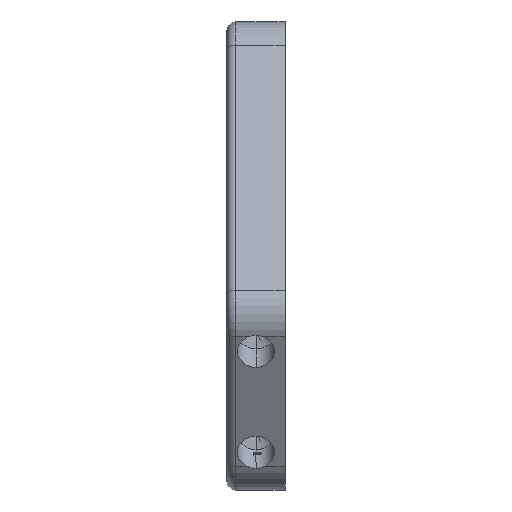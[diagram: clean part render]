
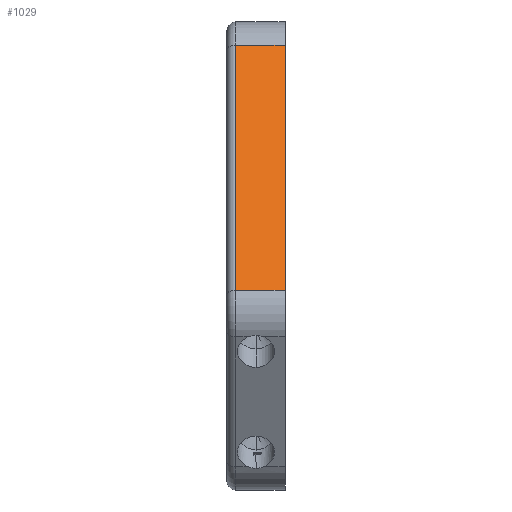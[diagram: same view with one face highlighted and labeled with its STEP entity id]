
A CAD part, left-side view. The second image highlights one B-rep face of the part: STEP entity #1029.
In plain terms, the highlighted planar face has unit normal (-0.866, 0, 0.5).
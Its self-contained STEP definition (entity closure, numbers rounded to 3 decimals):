
#85 = EDGE_CURVE ( 'NONE', #251, #3336, #10043, .T. ) ;
#251 = VERTEX_POINT ( 'NONE', #9513 ) ;
#425 = FACE_OUTER_BOUND ( 'NONE', #8993, .T. ) ;
#530 = DIRECTION ( 'NONE',  ( 0.866, 0., -0.5 ) ) ;
#1029 = ADVANCED_FACE ( 'NONE', ( #425 ), #6767, .F. ) ;
#1440 = CARTESIAN_POINT ( 'NONE',  ( -19.809, 10., 39.5 ) ) ;
#1625 = CARTESIAN_POINT ( 'NONE',  ( -44.113, 8.5, -2.595 ) ) ;
#2137 = DIRECTION ( 'NONE',  ( -0.5, 0., -0.866 ) ) ;
#2480 = VECTOR ( 'NONE', #7782, 1000. ) ;
#2654 = LINE ( 'NONE', #8961, #3844 ) ;
#2668 = CARTESIAN_POINT ( 'NONE',  ( -19.809, 0., 39.5 ) ) ;
#2733 = CARTESIAN_POINT ( 'NONE',  ( -19.809, 8.5, 39.5 ) ) ;
#2914 = CARTESIAN_POINT ( 'NONE',  ( -46.422, 10., -6.595 ) ) ;
#3153 = ORIENTED_EDGE ( 'NONE', *, *, #5079, .T. ) ;
#3336 = VERTEX_POINT ( 'NONE', #2668 ) ;
#3844 = VECTOR ( 'NONE', #9701, 1000. ) ;
#4194 = CARTESIAN_POINT ( 'NONE',  ( -44.113, 8.5, -2.595 ) ) ;
#4478 = ORIENTED_EDGE ( 'NONE', *, *, #85, .T. ) ;
#4790 = DIRECTION ( 'NONE',  ( -0.5, 0., -0.866 ) ) ;
#5079 = EDGE_CURVE ( 'NONE', #3336, #8927, #9349, .T. ) ;
#5279 = CARTESIAN_POINT ( 'NONE',  ( -46.422, 0., -6.595 ) ) ;
#6024 = DIRECTION ( 'NONE',  ( 0.5, 0., 0.866 ) ) ;
#6374 = VERTEX_POINT ( 'NONE', #4194 ) ;
#6767 = PLANE ( 'NONE',  #10097 ) ;
#6792 = EDGE_CURVE ( 'NONE', #8927, #6374, #8755, .T. ) ;
#6983 = ORIENTED_EDGE ( 'NONE', *, *, #6792, .T. ) ;
#7782 = DIRECTION ( 'NONE',  ( 0., 1., 0. ) ) ;
#8195 = VECTOR ( 'NONE', #4790, 1000. ) ;
#8755 = LINE ( 'NONE', #1625, #8195 ) ;
#8903 = ORIENTED_EDGE ( 'NONE', *, *, #9195, .T. ) ;
#8927 = VERTEX_POINT ( 'NONE', #2733 ) ;
#8961 = CARTESIAN_POINT ( 'NONE',  ( -44.113, 10., -2.595 ) ) ;
#8993 = EDGE_LOOP ( 'NONE', ( #3153, #6983, #8903, #4478 ) ) ;
#9195 = EDGE_CURVE ( 'NONE', #6374, #251, #2654, .T. ) ;
#9349 = LINE ( 'NONE', #1440, #2480 ) ;
#9513 = CARTESIAN_POINT ( 'NONE',  ( -44.113, 0., -2.595 ) ) ;
#9701 = DIRECTION ( 'NONE',  ( 0., -1., 0. ) ) ;
#9881 = VECTOR ( 'NONE', #6024, 1000. ) ;
#10043 = LINE ( 'NONE', #5279, #9881 ) ;
#10097 = AXIS2_PLACEMENT_3D ( 'NONE', #2914, #530, #2137 ) ;
